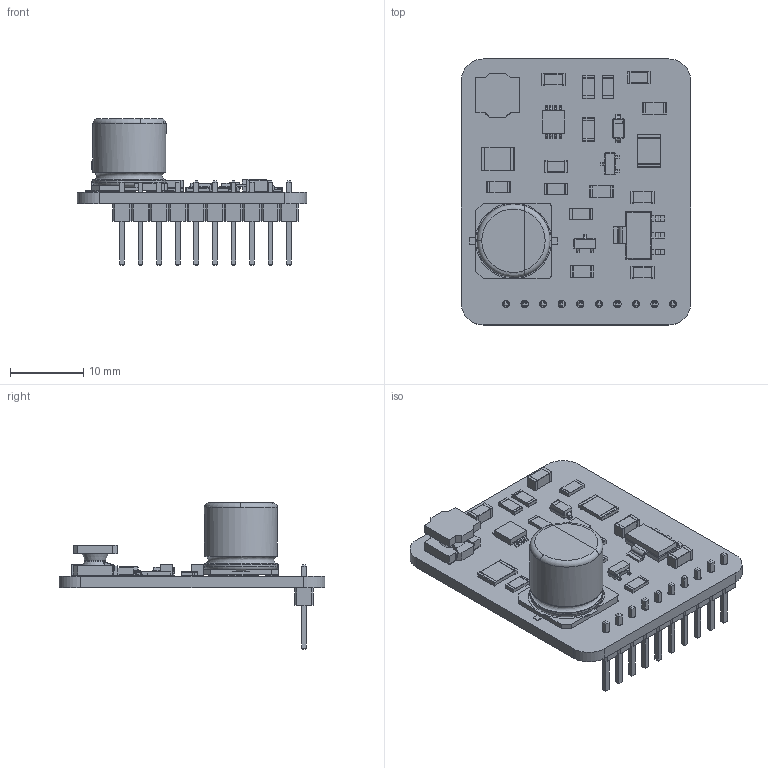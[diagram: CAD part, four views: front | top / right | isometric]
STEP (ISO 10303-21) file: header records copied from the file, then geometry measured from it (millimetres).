
FILE_DESCRIPTION(('KiCad electronic assembly'),'2;1');
FILE_NAME('boostlet.step','2024-03-09T14:17:10',('Pcbnew'),('Kicad'), 'Open CASCADE STEP processor 7.7','KiCad to STEP converter','Unknown' );
FILE_SCHEMA(('AUTOMOTIVE_DESIGN { 1 0 10303 214 1 1 1 1 }'));
Length unit declared in the file: millimetre
Products named in the file (22): boostlet 1; CP_Elec_10x10; R_1206_3216Metric; PAM2401SCADJ_MSOP8_DIO; part; SOT-23; SOT_23; R_1812_4532Metric; C_1206_3216Metric; SOT-223; SOT_223; D_SOD-123; D_SOD_123; L_Bourns_SRN6045TA; PinHeader_1x10_P2.54mm_Vertical; PinHeader_1x10_P254mm_Vertical; boostlet_PCB
Assembly tree (35 placements, depth 3):
  boostlet 1
    CP_Elec_10x10
      CP_Elec_10x10
    R_1206_3216Metric  x9
      R_1206_3216Metric
    PAM2401SCADJ_MSOP8_DIO
      part
    SOT-23  x2
      SOT_23
    R_1812_4532Metric  x2
      R_1812_4532Metric
    C_1206_3216Metric  x5
      C_1206_3216Metric
    SOT-223
      SOT_223
    D_SOD-123
      D_SOD_123
    L_Bourns_SRN6045TA
      L_Bourns_SRN6045TA
    PinHeader_1x10_P2.54mm_Vertical
      PinHeader_1x10_P254mm_Vertical
    boostlet_PCB
Bounding box: 31.4 x 36.4 x 20.04 mm (x, y, z)
Volume: 3011.5 mm3; surface area: 4324.7 mm2
Topology: 33 solids, 33 shells, 1206 faces, 3030 edges, 1923 vertices
Faces by surface type: plane 844, cylinder 256, bspline 98, torus 5, cone 2, revolution 1
Full cylindrical faces by diameter (mm): 1 x10, 10 x2
Entity records: 28741 total; most frequent: CARTESIAN_POINT 4457, ORIENTED_EDGE 3900, DIRECTION 3644, EDGE_CURVE 1950, LINE 1579, VECTOR 1579, VERTEX_POINT 1229, AXIS2_PLACEMENT_3D 1032
